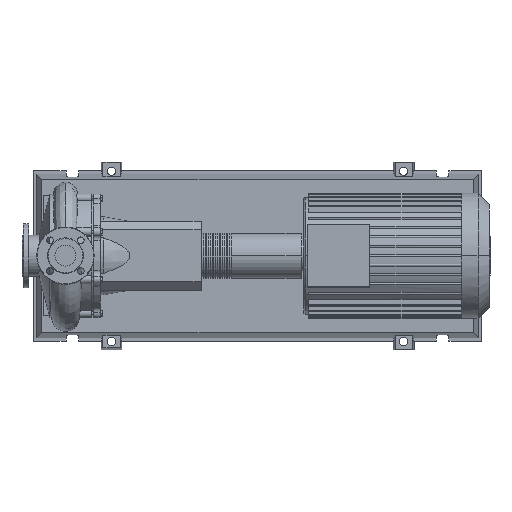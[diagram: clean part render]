
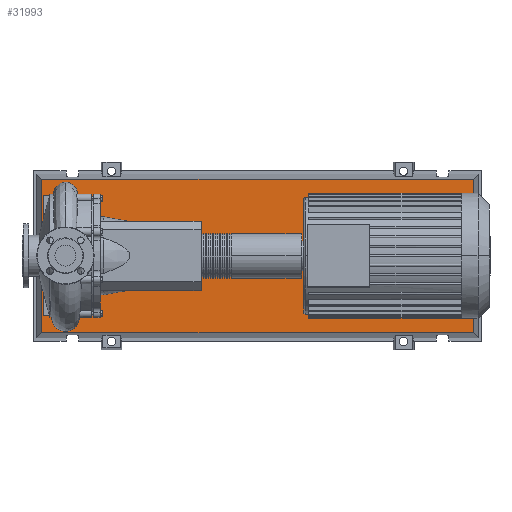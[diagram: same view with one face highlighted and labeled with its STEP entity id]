
A CAD part, top view. The second image highlights one B-rep face of the part: STEP entity #31993.
In plain terms, the highlighted planar face has unit normal (0, 0, 1).
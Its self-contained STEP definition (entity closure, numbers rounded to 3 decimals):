
#31674=CARTESIAN_POINT('',(1172.971,-220.471,103.0));
#31675=VERTEX_POINT('',#31674);
#31682=CARTESIAN_POINT('',(-67.971,-220.471,103.0));
#31683=VERTEX_POINT('',#31682);
#31684=CARTESIAN_POINT('',(1172.971,-220.471,103.0));
#31685=DIRECTION('',(-1.0,0.0,0.0));
#31686=VECTOR('',#31685,1240.941);
#31687=LINE('',#31684,#31686);
#31688=EDGE_CURVE('',#31675,#31683,#31687,.T.);
#31906=CARTESIAN_POINT('',(1172.971,220.471,103.0));
#31907=VERTEX_POINT('',#31906);
#31908=CARTESIAN_POINT('',(1172.971,220.471,103.0));
#31909=DIRECTION('',(0.0,-1.0,0.0));
#31910=VECTOR('',#31909,440.941);
#31911=LINE('',#31908,#31910);
#31912=EDGE_CURVE('',#31907,#31675,#31911,.T.);
#31930=CARTESIAN_POINT('',(-67.971,220.471,103.0));
#31931=VERTEX_POINT('',#31930);
#31932=CARTESIAN_POINT('',(-67.971,-220.471,103.0));
#31933=DIRECTION('',(0.0,1.0,0.0));
#31934=VECTOR('',#31933,440.941);
#31935=LINE('',#31932,#31934);
#31936=EDGE_CURVE('',#31683,#31931,#31935,.T.);
#31969=CARTESIAN_POINT('',(-67.971,220.471,103.0));
#31970=DIRECTION('',(1.0,0.0,0.0));
#31971=VECTOR('',#31970,1240.941);
#31972=LINE('',#31969,#31971);
#31973=EDGE_CURVE('',#31931,#31907,#31972,.T.);
#31982=CARTESIAN_POINT('',(552.5,0.,103.0));
#31983=DIRECTION('',(0.0,0.0,1.0));
#31984=DIRECTION('',(1.0,0.0,0.0));
#31985=AXIS2_PLACEMENT_3D('',#31982,#31983,#31984);
#31986=PLANE('',#31985);
#31987=ORIENTED_EDGE('',*,*,#31912,.F.);
#31988=ORIENTED_EDGE('',*,*,#31973,.F.);
#31989=ORIENTED_EDGE('',*,*,#31936,.F.);
#31990=ORIENTED_EDGE('',*,*,#31688,.F.);
#31991=EDGE_LOOP('',(#31987,#31988,#31989,#31990));
#31992=FACE_OUTER_BOUND('',#31991,.T.);
#31993=ADVANCED_FACE('',(#31992),#31986,.T.);
